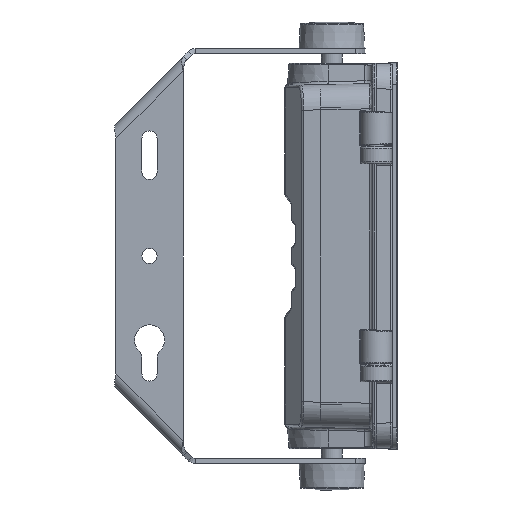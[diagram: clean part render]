
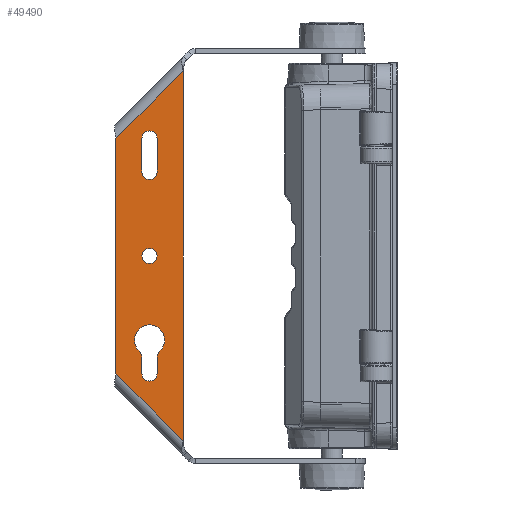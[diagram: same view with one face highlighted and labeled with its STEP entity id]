
A CAD part, front view. The second image highlights one B-rep face of the part: STEP entity #49490.
In plain terms, the highlighted planar face has unit normal (0, -1, 0).
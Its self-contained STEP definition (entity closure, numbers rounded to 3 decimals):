
#432 = CARTESIAN_POINT ( 'NONE',  ( -60.283, 0., -4.5 ) ) ;
#443 = EDGE_CURVE ( 'NONE', #16374, #9562, #46760, .T. ) ;
#749 = DIRECTION ( 'NONE',  ( -1., 0., 0. ) ) ;
#945 = VECTOR ( 'NONE', #30160, 1000. ) ;
#1365 = EDGE_CURVE ( 'NONE', #29744, #12997, #59208, .T. ) ;
#1698 = AXIS2_PLACEMENT_3D ( 'NONE', #2512, #8320, #56716 ) ;
#1739 = ORIENTED_EDGE ( 'NONE', *, *, #1365, .F. ) ;
#1981 = ORIENTED_EDGE ( 'NONE', *, *, #9818, .F. ) ;
#2082 = EDGE_CURVE ( 'NONE', #45796, #60756, #45686, .T. ) ;
#2164 = CARTESIAN_POINT ( 'NONE',  ( 50., 0., 4.5 ) ) ;
#2512 = CARTESIAN_POINT ( 'NONE',  ( -60.283, 0., -9.5 ) ) ;
#3438 = CARTESIAN_POINT ( 'NONE',  ( 70., 0., 4.5 ) ) ;
#3945 = CARTESIAN_POINT ( 'NONE',  ( -70.205, 0., 20. ) ) ;
#4041 = VERTEX_POINT ( 'NONE', #56589 ) ;
#4951 = DIRECTION ( 'NONE',  ( -1., 0., 0. ) ) ;
#4973 = CARTESIAN_POINT ( 'NONE',  ( -56.611, 0., -6.107 ) ) ;
#5628 = CARTESIAN_POINT ( 'NONE',  ( -110.205, 0., -20. ) ) ;
#6159 = ORIENTED_EDGE ( 'NONE', *, *, #7843, .F. ) ;
#6326 = CARTESIAN_POINT ( 'NONE',  ( 70., 0., -4.5 ) ) ;
#6428 = DIRECTION ( 'NONE',  ( 1., 0., 0. ) ) ;
#6429 = CARTESIAN_POINT ( 'NONE',  ( -70., 0., 0. ) ) ;
#6592 = VERTEX_POINT ( 'NONE', #6326 ) ;
#7011 = EDGE_CURVE ( 'NONE', #4041, #37149, #47461, .T. ) ;
#7331 = CIRCLE ( 'NONE', #42382, 4.5 ) ;
#7457 = VECTOR ( 'NONE', #749, 1000. ) ;
#7843 = EDGE_CURVE ( 'NONE', #55798, #12515, #7331, .T. ) ;
#8042 = CARTESIAN_POINT ( 'NONE',  ( -50., 0., 0. ) ) ;
#8320 = DIRECTION ( 'NONE',  ( 0., -1., 0. ) ) ;
#8654 = CARTESIAN_POINT ( 'NONE',  ( -60.283, 0., 9.5 ) ) ;
#8848 = FACE_BOUND ( 'NONE', #9781, .T. ) ;
#8967 = VECTOR ( 'NONE', #51099, 1000. ) ;
#9164 = FACE_OUTER_BOUND ( 'NONE', #61542, .T. ) ;
#9186 = ORIENTED_EDGE ( 'NONE', *, *, #18513, .T. ) ;
#9562 = VERTEX_POINT ( 'NONE', #40228 ) ;
#9781 = EDGE_LOOP ( 'NONE', ( #52442, #49755, #1981, #28132 ) ) ;
#9818 = EDGE_CURVE ( 'NONE', #6592, #60756, #43256, .T. ) ;
#9989 = DIRECTION ( 'NONE',  ( 0., -1., 0. ) ) ;
#10099 = DIRECTION ( 'NONE',  ( 0., -1., 0. ) ) ;
#11274 = CARTESIAN_POINT ( 'NONE',  ( 110.205, 0., -20. ) ) ;
#11433 = EDGE_CURVE ( 'NONE', #46433, #9562, #23870, .T. ) ;
#11867 = LINE ( 'NONE', #31633, #52451 ) ;
#12434 = ORIENTED_EDGE ( 'NONE', *, *, #20128, .F. ) ;
#12515 = VERTEX_POINT ( 'NONE', #44117 ) ;
#12894 = EDGE_CURVE ( 'NONE', #54991, #12515, #49741, .T. ) ;
#12997 = VERTEX_POINT ( 'NONE', #11274 ) ;
#13322 = FACE_BOUND ( 'NONE', #45307, .T. ) ;
#14115 = VERTEX_POINT ( 'NONE', #5628 ) ;
#14765 = VECTOR ( 'NONE', #43632, 1000. ) ;
#15174 = CIRCLE ( 'NONE', #58528, 4.5 ) ;
#15215 = CARTESIAN_POINT ( 'NONE',  ( -70.205, 0., 20. ) ) ;
#16374 = VERTEX_POINT ( 'NONE', #34395 ) ;
#16553 = CARTESIAN_POINT ( 'NONE',  ( -70., 0., 4.5 ) ) ;
#17904 = FACE_BOUND ( 'NONE', #51724, .T. ) ;
#18513 = EDGE_CURVE ( 'NONE', #29744, #61516, #11867, .T. ) ;
#18643 = CARTESIAN_POINT ( 'NONE',  ( 50., 0., -4.5 ) ) ;
#20128 = EDGE_CURVE ( 'NONE', #37149, #4041, #24777, .T. ) ;
#21415 = LINE ( 'NONE', #16553, #8967 ) ;
#22312 = CIRCLE ( 'NONE', #1698, 5. ) ;
#22793 = CARTESIAN_POINT ( 'NONE',  ( 70., 0., 0. ) ) ;
#23541 = EDGE_CURVE ( 'NONE', #46433, #54991, #22312, .T. ) ;
#23870 = CIRCLE ( 'NONE', #56784, 9. ) ;
#24025 = CARTESIAN_POINT ( 'NONE',  ( -110.205, 0., -20. ) ) ;
#24340 = LINE ( 'NONE', #15215, #945 ) ;
#24777 = CIRCLE ( 'NONE', #60807, 4.5 ) ;
#25118 = ORIENTED_EDGE ( 'NONE', *, *, #50237, .T. ) ;
#26302 = DIRECTION ( 'NONE',  ( -1., 0., 0. ) ) ;
#26694 = DIRECTION ( 'NONE',  ( 1., 0., 0. ) ) ;
#26761 = DIRECTION ( 'NONE',  ( -1., 0., 0. ) ) ;
#27050 = DIRECTION ( 'NONE',  ( 0., -1., 0. ) ) ;
#28132 = ORIENTED_EDGE ( 'NONE', *, *, #60948, .T. ) ;
#29595 = DIRECTION ( 'NONE',  ( -0.735, 0., -0.679 ) ) ;
#29744 = VERTEX_POINT ( 'NONE', #55125 ) ;
#30160 = DIRECTION ( 'NONE',  ( -0.707, 0., -0.707 ) ) ;
#30664 = CARTESIAN_POINT ( 'NONE',  ( 4.5, 0., 0. ) ) ;
#30765 = VECTOR ( 'NONE', #26302, 1000. ) ;
#31011 = DIRECTION ( 'NONE',  ( 0., 0., 1. ) ) ;
#31633 = CARTESIAN_POINT ( 'NONE',  ( 70.205, 0., 20. ) ) ;
#31935 = DIRECTION ( 'NONE',  ( -1., 0., 0. ) ) ;
#32671 = ORIENTED_EDGE ( 'NONE', *, *, #11433, .F. ) ;
#32808 = DIRECTION ( 'NONE',  ( 0., 0., -1. ) ) ;
#33209 = EDGE_CURVE ( 'NONE', #45796, #47596, #15174, .T. ) ;
#33368 = LINE ( 'NONE', #24025, #14765 ) ;
#34395 = CARTESIAN_POINT ( 'NONE',  ( -60.283, 0., 4.5 ) ) ;
#35982 = LINE ( 'NONE', #60184, #30765 ) ;
#36747 = CARTESIAN_POINT ( 'NONE',  ( 0., 0., 0. ) ) ;
#37149 = VERTEX_POINT ( 'NONE', #30664 ) ;
#37686 = DIRECTION ( 'NONE',  ( 0., 0., 1. ) ) ;
#37720 = CARTESIAN_POINT ( 'NONE',  ( -60.283, 0., -4.5 ) ) ;
#38223 = AXIS2_PLACEMENT_3D ( 'NONE', #36747, #56409, #31935 ) ;
#38604 = EDGE_CURVE ( 'NONE', #61516, #14115, #24340, .T. ) ;
#40228 = CARTESIAN_POINT ( 'NONE',  ( -56.611, 0., 6.107 ) ) ;
#40437 = CARTESIAN_POINT ( 'NONE',  ( 50., 0., 4.5 ) ) ;
#41767 = EDGE_CURVE ( 'NONE', #55798, #16374, #21415, .T. ) ;
#42382 = AXIS2_PLACEMENT_3D ( 'NONE', #6429, #9989, #31011 ) ;
#42503 = CARTESIAN_POINT ( 'NONE',  ( 50., 0., 0. ) ) ;
#42780 = DIRECTION ( 'NONE',  ( 0., -1., 0. ) ) ;
#43256 = CIRCLE ( 'NONE', #62858, 4.5 ) ;
#43632 = DIRECTION ( 'NONE',  ( 1., 0., 0. ) ) ;
#43650 = CARTESIAN_POINT ( 'NONE',  ( 60.205, 0., -20. ) ) ;
#44034 = CARTESIAN_POINT ( 'NONE',  ( -70., 0., 4.5 ) ) ;
#44117 = CARTESIAN_POINT ( 'NONE',  ( -70., 0., -4.5 ) ) ;
#45307 = EDGE_LOOP ( 'NONE', ( #52712, #6159, #50683, #62861, #32671, #46901 ) ) ;
#45686 = LINE ( 'NONE', #2164, #57407 ) ;
#45796 = VERTEX_POINT ( 'NONE', #40437 ) ;
#46433 = VERTEX_POINT ( 'NONE', #4973 ) ;
#46760 = CIRCLE ( 'NONE', #60195, 5. ) ;
#46901 = ORIENTED_EDGE ( 'NONE', *, *, #23541, .T. ) ;
#46905 = PLANE ( 'NONE',  #63262 ) ;
#47461 = CIRCLE ( 'NONE', #38223, 4.5 ) ;
#47596 = VERTEX_POINT ( 'NONE', #18643 ) ;
#47705 = ORIENTED_EDGE ( 'NONE', *, *, #7011, .F. ) ;
#47891 = VECTOR ( 'NONE', #59523, 1000. ) ;
#49351 = DIRECTION ( 'NONE',  ( 0., -1., 0. ) ) ;
#49490 = ADVANCED_FACE ( 'NONE', ( #13322, #8848, #17904, #9164 ), #46905, .T. ) ;
#49741 = LINE ( 'NONE', #432, #7457 ) ;
#49755 = ORIENTED_EDGE ( 'NONE', *, *, #2082, .T. ) ;
#50237 = EDGE_CURVE ( 'NONE', #14115, #12997, #33368, .T. ) ;
#50683 = ORIENTED_EDGE ( 'NONE', *, *, #41767, .T. ) ;
#51099 = DIRECTION ( 'NONE',  ( 1., 0., 0. ) ) ;
#51724 = EDGE_LOOP ( 'NONE', ( #47705, #12434 ) ) ;
#52442 = ORIENTED_EDGE ( 'NONE', *, *, #33209, .F. ) ;
#52451 = VECTOR ( 'NONE', #26761, 1000. ) ;
#52712 = ORIENTED_EDGE ( 'NONE', *, *, #12894, .T. ) ;
#52902 = DIRECTION ( 'NONE',  ( 0., -1., 0. ) ) ;
#54991 = VERTEX_POINT ( 'NONE', #37720 ) ;
#55009 = CARTESIAN_POINT ( 'NONE',  ( 70.205, 0., 20. ) ) ;
#55125 = CARTESIAN_POINT ( 'NONE',  ( 70.205, 0., 20. ) ) ;
#55798 = VERTEX_POINT ( 'NONE', #44034 ) ;
#56409 = DIRECTION ( 'NONE',  ( 0., -1., 0. ) ) ;
#56589 = CARTESIAN_POINT ( 'NONE',  ( -4.5, 0., 0. ) ) ;
#56716 = DIRECTION ( 'NONE',  ( 0.735, 0., 0.679 ) ) ;
#56784 = AXIS2_PLACEMENT_3D ( 'NONE', #8042, #52902, #29595 ) ;
#57407 = VECTOR ( 'NONE', #26694, 1000. ) ;
#58528 = AXIS2_PLACEMENT_3D ( 'NONE', #42503, #27050, #37686 ) ;
#59208 = LINE ( 'NONE', #55009, #47891 ) ;
#59523 = DIRECTION ( 'NONE',  ( 0.707, 0., -0.707 ) ) ;
#59995 = CARTESIAN_POINT ( 'NONE',  ( 0., 0., 0. ) ) ;
#60184 = CARTESIAN_POINT ( 'NONE',  ( 70., 0., -4.5 ) ) ;
#60195 = AXIS2_PLACEMENT_3D ( 'NONE', #8654, #63810, #62538 ) ;
#60756 = VERTEX_POINT ( 'NONE', #3438 ) ;
#60807 = AXIS2_PLACEMENT_3D ( 'NONE', #59995, #49351, #6428 ) ;
#60948 = EDGE_CURVE ( 'NONE', #6592, #47596, #35982, .T. ) ;
#61516 = VERTEX_POINT ( 'NONE', #3945 ) ;
#61542 = EDGE_LOOP ( 'NONE', ( #1739, #9186, #63222, #25118 ) ) ;
#62538 = DIRECTION ( 'NONE',  ( 0., 0., -1. ) ) ;
#62858 = AXIS2_PLACEMENT_3D ( 'NONE', #22793, #42780, #32808 ) ;
#62861 = ORIENTED_EDGE ( 'NONE', *, *, #443, .T. ) ;
#63222 = ORIENTED_EDGE ( 'NONE', *, *, #38604, .T. ) ;
#63262 = AXIS2_PLACEMENT_3D ( 'NONE', #43650, #10099, #4951 ) ;
#63810 = DIRECTION ( 'NONE',  ( 0., -1., 0. ) ) ;
